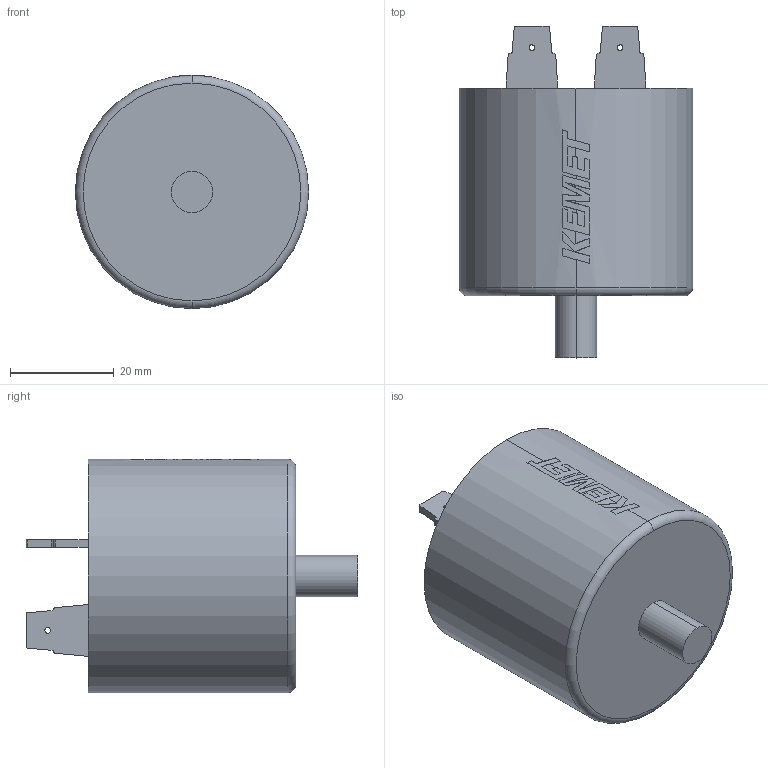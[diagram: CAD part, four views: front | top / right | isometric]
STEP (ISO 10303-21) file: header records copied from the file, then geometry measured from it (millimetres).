
FILE_DESCRIPTION (( 'STEP AP214' ), '1' );
FILE_NAME ('ENF_VUF_D45L40L112L212.STEP', '2018-07-23T16:08:44', ( '' ), ( '' ), 'SwSTEP 2.0', 'SolidWorks 2014', '' );
FILE_SCHEMA (( 'AUTOMOTIVE_DESIGN' ));
Length unit declared in the file: millimetre
Products named in the file (1): ENF_VUF_D45L40L112L212
Bounding box: 45 x 64 x 45 mm (x, y, z)
Volume: 64757.4 mm3; surface area: 10002.3 mm2
Topology: 1 solids, 1 shells, 139 faces, 394 edges, 262 vertices
Faces by surface type: plane 61, cylinder 45, bspline 31, torus 2
Entity records: 5644 total; most frequent: CARTESIAN_POINT 1344, ORIENTED_EDGE 788, DIRECTION 557, EDGE_CURVE 394, VERTEX_POINT 262, VECTOR 187, LINE 187, AXIS2_PLACEMENT_3D 185
